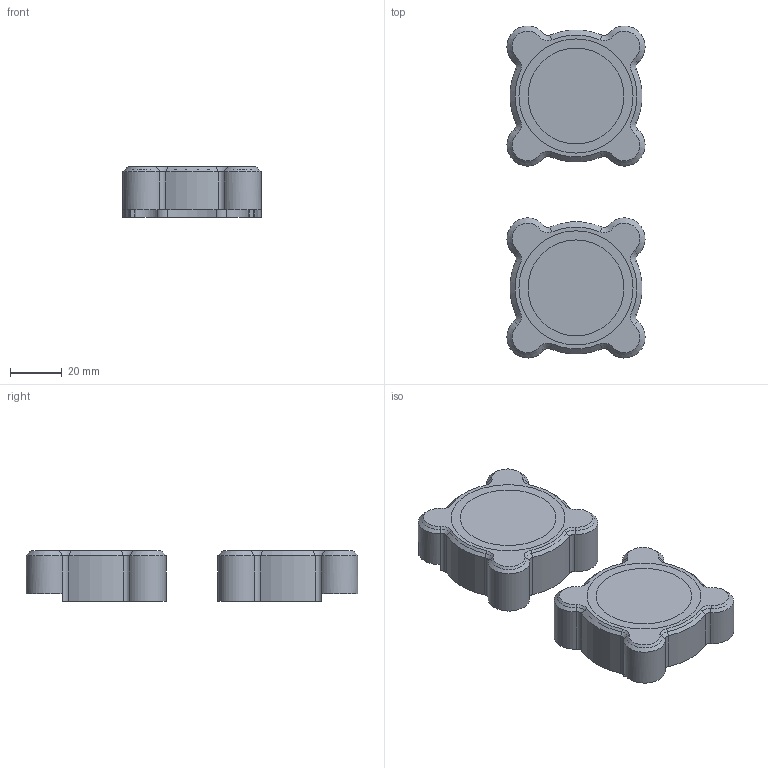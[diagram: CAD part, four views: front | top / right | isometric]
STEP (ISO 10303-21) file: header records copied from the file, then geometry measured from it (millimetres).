
FILE_DESCRIPTION(/* description */ (''),/* implementation_level */ '2;1');
FILE_NAME(/* name */ 'Rearlight Cover.step',/* time_stamp */ '2025-04-25T23:40:53+02:00',/* author */ (''),/* organization */ (''),/* preprocessor_version */ 'ST-DEVELOPER v20.1',/* originating_system */ 'Autodesk Translation Framework v14.4.0.0',/* authorisation */ '');
FILE_SCHEMA (('AUTOMOTIVE_DESIGN { 1 0 10303 214 3 1 1 }'));
Length unit declared in the file: millimetre
Products named in the file (1): Rearlight Cover
Bounding box: 53.24 x 128 x 19.6 mm (x, y, z)
Volume: 14433.2 mm3; surface area: 25673.3 mm2
Topology: 6 solids, 6 shells, 124 faces, 304 edges, 192 vertices
Faces by surface type: cylinder 72, cone 32, plane 20
Full cylindrical faces by diameter (mm): 37 x4, 44 x4
Entity records: 3760 total; most frequent: DIRECTION 738, CARTESIAN_POINT 621, ORIENTED_EDGE 608, AXIS2_PLACEMENT_3D 309, EDGE_CURVE 304, VERTEX_POINT 192, CIRCLE 184, EDGE_LOOP 132
